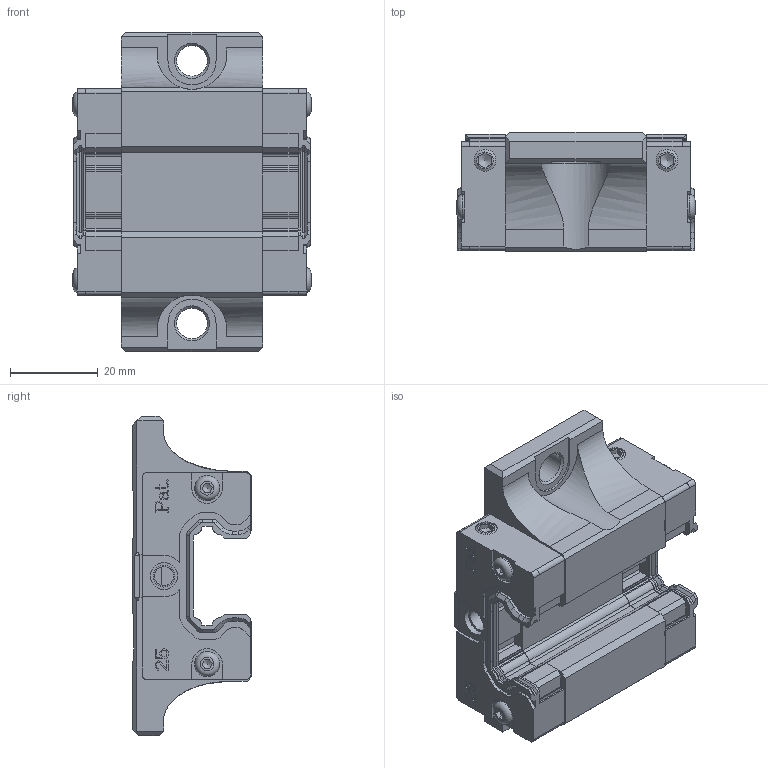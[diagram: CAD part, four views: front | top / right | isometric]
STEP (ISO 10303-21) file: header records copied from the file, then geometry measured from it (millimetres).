
FILE_DESCRIPTION(/* description */ (''),/* implementation_level */ '2;1');
FILE_NAME(/* name */ 'LGB_S25FSSS_Shrinkwrap.ipt.stp',/* time_stamp */ '2018-11-09T10:37:07+01:00',/* author */ ('nesvadba'),/* organization */ ('TraceParts S.A.'),/* preprocessor_version */ 'ST-DEVELOPER v16.1',/* originating_system */ 'Autodesk Inventor 2016',/* authorisation */ '');
FILE_SCHEMA (('AUTOMOTIVE_DESIGN { 1 0 10303 214 3 1 1 }'));
Length unit declared in the file: millimetre
Products named in the file (1): lgb_c_s_25_f_s_1_ss_l_00160_n_z1_-_1_-_0_-_20_0n00_02
Bounding box: 54.4 x 27.2 x 72.95 mm (x, y, z)
Volume: 51055.1 mm3; surface area: 20520.6 mm2
Topology: 1 solids, 19 shells, 1348 faces, 3532 edges, 2276 vertices
Faces by surface type: plane 952, cylinder 292, cone 88, bspline 8, torus 8
Full cylindrical faces by diameter (mm): 1.5 x4, 2.5 x2, 3 x12, 3.3 x8, 3.9 x4, 4.4 x2, 5 x12, 5.7 x4, 6 x8, 6.2 x2, 7 x2, 8 x2
Entity records: 41629 total; most frequent: CARTESIAN_POINT 7543, ORIENTED_EDGE 6792, DIRECTION 6600, EDGE_CURVE 3396, LINE 2634, VECTOR 2634, VERTEX_POINT 2230, AXIS2_PLACEMENT_3D 1983
